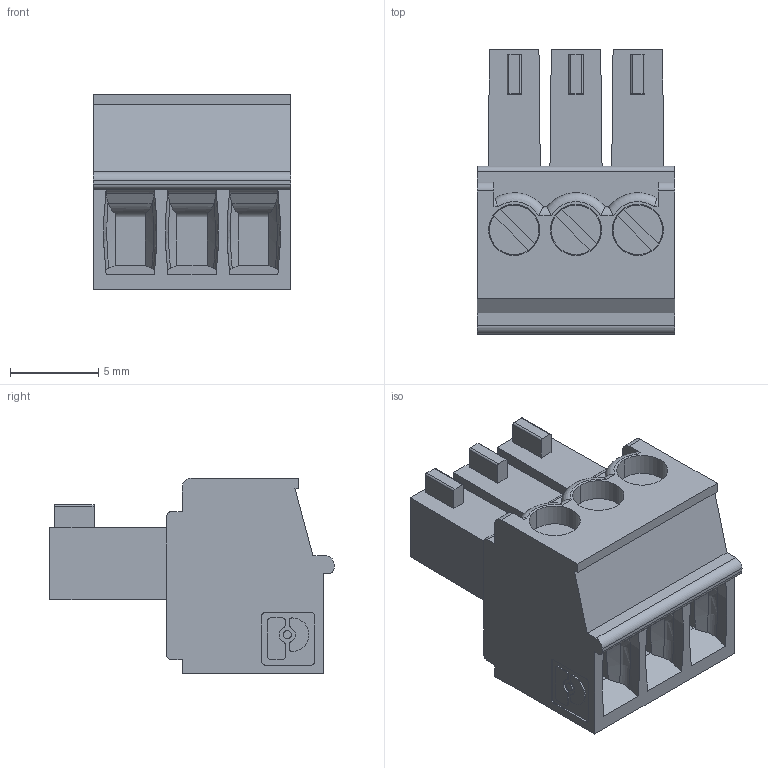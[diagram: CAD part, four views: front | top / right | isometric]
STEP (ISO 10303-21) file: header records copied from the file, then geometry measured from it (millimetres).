
FILE_DESCRIPTION(('Creo Elements/Direct Modeling STEP Export'),'2;1');
FILE_NAME('model.stp','2019-10-15T11:31:55',(''),(''),'Creo Elements/Direct Modeling STEP processor for AP214 (Solid Model)','Creo Elements/Direct Modeling 20.1A 29-Sep-2018 (C) Parametric Technology GmbH','');
FILE_SCHEMA(('AUTOMOTIVE_DESIGN { 1 0 10303 214 1 1 1 1 }'));
Length unit declared in the file: millimetre
Products named in the file (2): BCP-350-3_GY
Assembly tree (1 placements, depth 2):
  BCP-350-3_GY
    BCP-350-3_GY
Bounding box: 11.2 x 16.1 x 11.1 mm (x, y, z)
Volume: 1134.8 mm3; surface area: 1127.5 mm2
Topology: 1 solids, 1 shells, 201 faces, 537 edges, 357 vertices
Faces by surface type: plane 115, cylinder 71, torus 9, cone 6
Entity records: 9014 total; most frequent: CARTESIAN_POINT 2249, ORIENTED_EDGE 1074, DIRECTION 1043, EDGE_CURVE 537, AXIS2_PLACEMENT_3D 360, VERTEX_POINT 357, VECTOR 323, LINE 323
